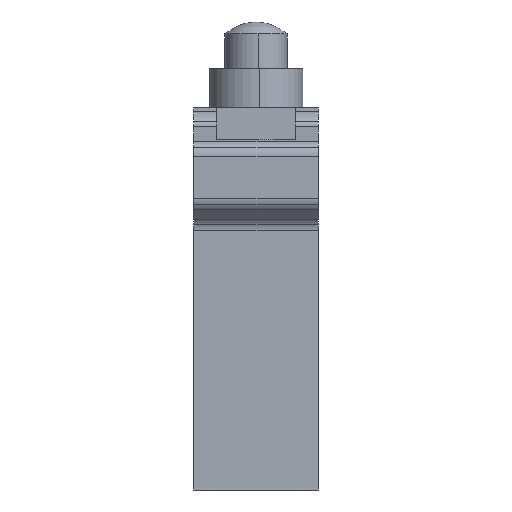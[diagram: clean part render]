
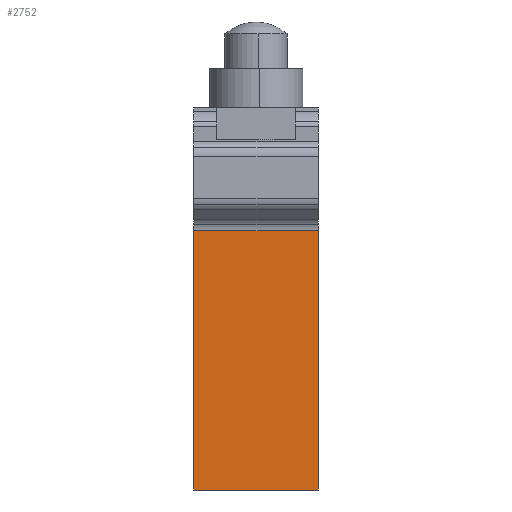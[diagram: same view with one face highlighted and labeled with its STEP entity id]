
A CAD part, left-side view. The second image highlights one B-rep face of the part: STEP entity #2752.
In plain terms, the highlighted planar face has unit normal (-1, 0, 0).
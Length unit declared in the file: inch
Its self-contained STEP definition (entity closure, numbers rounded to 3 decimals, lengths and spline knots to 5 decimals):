
#43 = CARTESIAN_POINT ( 'NONE',  ( -0.59055, 0., -1.5748 ) ) ;
#99 = FACE_OUTER_BOUND ( 'NONE', #2449, .T. ) ;
#250 = CARTESIAN_POINT ( 'NONE',  ( -0.59055, 0., -0.26687 ) ) ;
#263 = DIRECTION ( 'NONE',  ( -1., 0., 0. ) ) ;
#585 = VECTOR ( 'NONE', #6162, 39.37008 ) ;
#899 = VERTEX_POINT ( 'NONE', #250 ) ;
#909 = VERTEX_POINT ( 'NONE', #4667 ) ;
#1174 = LINE ( 'NONE', #2081, #5946 ) ;
#1343 = EDGE_CURVE ( 'NONE', #899, #6067, #1174, .T. ) ;
#1771 = ORIENTED_EDGE ( 'NONE', *, *, #1343, .F. ) ;
#2081 = CARTESIAN_POINT ( 'NONE',  ( -0.59055, 0., -0.26687 ) ) ;
#2433 = CARTESIAN_POINT ( 'NONE',  ( -0.59055, -0.62992, -1.5748 ) ) ;
#2449 = EDGE_LOOP ( 'NONE', ( #1771, #4457, #3861, #4549 ) ) ;
#2456 = EDGE_CURVE ( 'NONE', #899, #909, #6335, .T. ) ;
#2752 = ADVANCED_FACE ( 'NONE', ( #99 ), #6523, .T. ) ;
#3120 = VECTOR ( 'NONE', #8004, 39.37008 ) ;
#3861 = ORIENTED_EDGE ( 'NONE', *, *, #6529, .T. ) ;
#4411 = CARTESIAN_POINT ( 'NONE',  ( -0.59055, -0.62992, -0.26687 ) ) ;
#4457 = ORIENTED_EDGE ( 'NONE', *, *, #2456, .T. ) ;
#4549 = ORIENTED_EDGE ( 'NONE', *, *, #6913, .T. ) ;
#4590 = AXIS2_PLACEMENT_3D ( 'NONE', #5084, #263, #6475 ) ;
#4667 = CARTESIAN_POINT ( 'NONE',  ( -0.59055, 0., -1.5748 ) ) ;
#5073 = CARTESIAN_POINT ( 'NONE',  ( -0.59055, -0.62992, -1.5748 ) ) ;
#5084 = CARTESIAN_POINT ( 'NONE',  ( -0.59055, 0., -1.5748 ) ) ;
#5104 = LINE ( 'NONE', #43, #5277 ) ;
#5163 = DIRECTION ( 'NONE',  ( 0., -1., 0. ) ) ;
#5277 = VECTOR ( 'NONE', #6302, 39.37008 ) ;
#5566 = LINE ( 'NONE', #2433, #3120 ) ;
#5946 = VECTOR ( 'NONE', #5163, 39.37008 ) ;
#6067 = VERTEX_POINT ( 'NONE', #4411 ) ;
#6162 = DIRECTION ( 'NONE',  ( 0., 0., -1. ) ) ;
#6302 = DIRECTION ( 'NONE',  ( 0., -1., 0. ) ) ;
#6335 = LINE ( 'NONE', #7482, #585 ) ;
#6475 = DIRECTION ( 'NONE',  ( 0., 0., 1. ) ) ;
#6523 = PLANE ( 'NONE',  #4590 ) ;
#6529 = EDGE_CURVE ( 'NONE', #909, #7721, #5104, .T. ) ;
#6913 = EDGE_CURVE ( 'NONE', #7721, #6067, #5566, .T. ) ;
#7482 = CARTESIAN_POINT ( 'NONE',  ( -0.59055, 0., -0.26687 ) ) ;
#7721 = VERTEX_POINT ( 'NONE', #5073 ) ;
#8004 = DIRECTION ( 'NONE',  ( 0., 0., 1. ) ) ;
